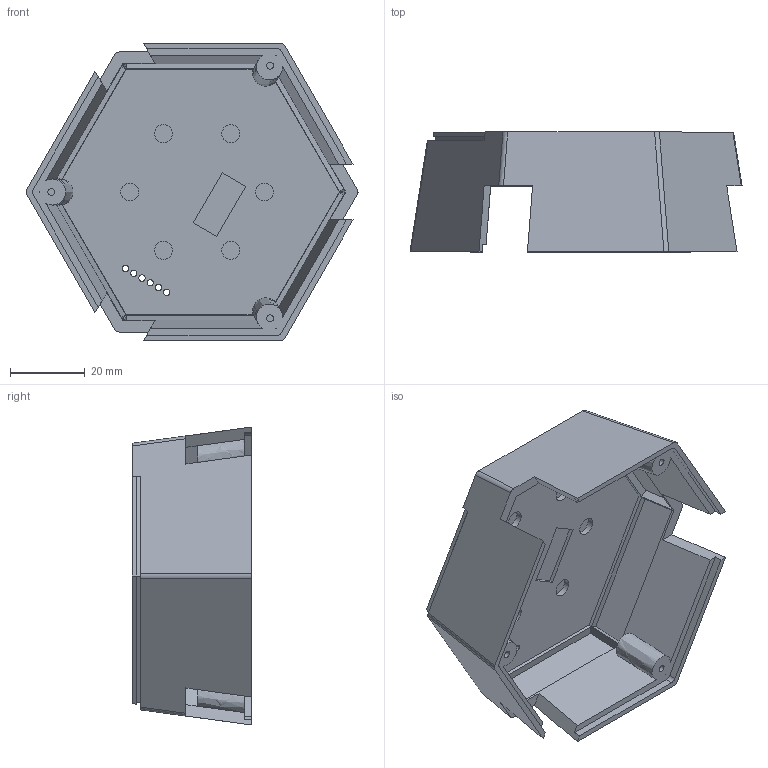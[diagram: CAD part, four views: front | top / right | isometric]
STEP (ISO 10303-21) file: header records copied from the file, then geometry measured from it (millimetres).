
FILE_DESCRIPTION(/* description */ (''),/* implementation_level */ '2;1');
FILE_NAME(/* name */ 'Main Module Oudiste Omniwheels.step',/* time_stamp */ '2022-12-02T21:43:17+01:00',/* author */ (''),/* organization */ (''),/* preprocessor_version */ 'ST-DEVELOPER v19.2',/* originating_system */ 'Autodesk Translation Framework v11.17.0.187',/* authorisation */ '');
FILE_SCHEMA (('AUTOMOTIVE_DESIGN { 1 0 10303 214 3 1 1 }'));
Length unit declared in the file: millimetre
Products named in the file (1): Cellulo MM V2.1 Top Lid Isolated Outside Omni
Bounding box: 88.79 x 32 x 79.67 mm (x, y, z)
Volume: 27243 mm3; surface area: 25326.1 mm2
Topology: 1 solids, 1 shells, 196 faces, 516 edges, 341 vertices
Faces by surface type: plane 166, cylinder 24, bspline 6
Full cylindrical faces by diameter (mm): 1.7 x6, 1.85 x3, 4.81 x6
Entity records: 6070 total; most frequent: CARTESIAN_POINT 1108, ORIENTED_EDGE 1032, DIRECTION 961, EDGE_CURVE 516, LINE 453, VECTOR 453, VERTEX_POINT 341, AXIS2_PLACEMENT_3D 254
